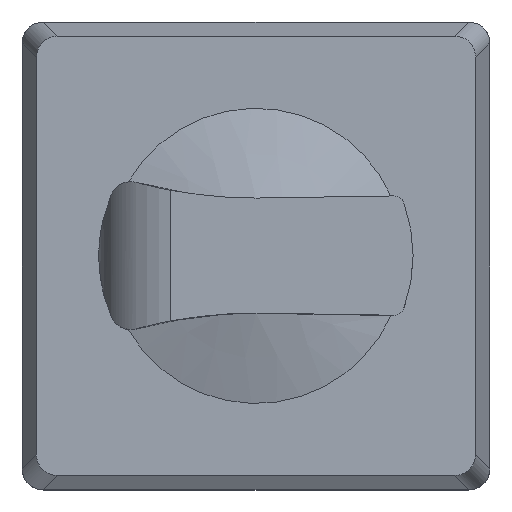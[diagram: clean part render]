
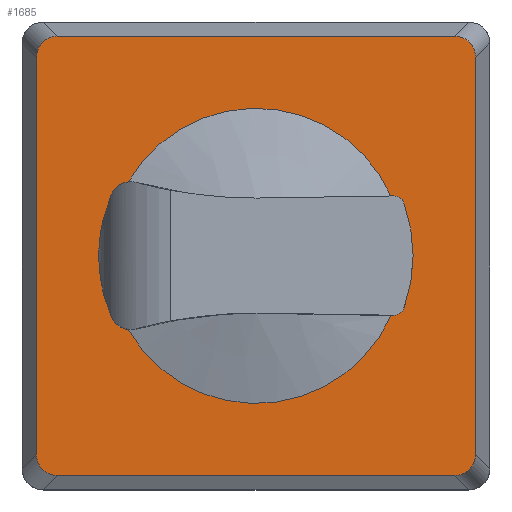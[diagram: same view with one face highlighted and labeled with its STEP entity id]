
A CAD part, top view. The second image highlights one B-rep face of the part: STEP entity #1685.
In plain terms, the highlighted planar face has unit normal (0, 0, 1).
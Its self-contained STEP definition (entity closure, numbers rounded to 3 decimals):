
#18=ELLIPSE($,#1852,3.182,3.);
#25=ELLIPSE($,#1869,3.182,3.);
#29=ELLIPSE($,#1876,3.182,3.);
#30=ELLIPSE($,#1879,3.182,3.);
#64=FACE_BOUND($,#308,.T.);
#110=PLANE($,#1888);
#199=FACE_OUTER_BOUND($,#307,.T.);
#307=EDGE_LOOP($,(#1541,#1542,#1543,#1544,#1545,#1546,#1547,#1548));
#308=EDGE_LOOP($,(#1549,#1550,#1551,#1552,#1553,#1554,#1555,#1556,#1557,
#1558));
#387=CIRCLE($,#1826,2.917);
#393=CIRCLE($,#1837,1.562);
#394=CIRCLE($,#1840,2.917);
#395=CIRCLE($,#1842,21.432);
#396=CIRCLE($,#1844,1.562);
#397=CIRCLE($,#1846,21.429);
#398=CIRCLE($,#1848,20.5);
#399=CIRCLE($,#1850,20.5);
#476=LINE($,#2984,#585);
#480=LINE($,#2994,#589);
#491=LINE($,#3062,#600);
#509=LINE($,#3126,#618);
#511=LINE($,#3130,#620);
#512=LINE($,#3132,#621);
#585=VECTOR($,#2255,0.393);
#589=VECTOR($,#2261,0.393);
#600=VECTOR($,#2320,55.179);
#618=VECTOR($,#2388,55.179);
#620=VECTOR($,#2394,55.179);
#621=VECTOR($,#2397,55.179);
#770=VERTEX_POINT($,#2939);
#771=VERTEX_POINT($,#2944);
#779=VERTEX_POINT($,#2978);
#781=VERTEX_POINT($,#2983);
#782=VERTEX_POINT($,#2988);
#783=VERTEX_POINT($,#2992);
#784=VERTEX_POINT($,#2996);
#786=VERTEX_POINT($,#3016);
#787=VERTEX_POINT($,#3018);
#788=VERTEX_POINT($,#3027);
#790=VERTEX_POINT($,#3038);
#791=VERTEX_POINT($,#3040);
#799=VERTEX_POINT($,#3060);
#808=VERTEX_POINT($,#3086);
#813=VERTEX_POINT($,#3102);
#814=VERTEX_POINT($,#3104);
#817=VERTEX_POINT($,#3113);
#818=VERTEX_POINT($,#3115);
#988=EDGE_CURVE($,#771,#770,#387,.T.);
#1000=EDGE_CURVE($,#781,#779,#476,.T.);
#1005=EDGE_CURVE($,#782,#783,#480,.T.);
#1006=EDGE_CURVE($,#784,#781,#393,.T.);
#1011=EDGE_CURVE($,#787,#786,#394,.T.);
#1013=EDGE_CURVE($,#786,#771,#395,.T.);
#1014=EDGE_CURVE($,#783,#788,#396,.T.);
#1016=EDGE_CURVE($,#788,#784,#397,.T.);
#1017=EDGE_CURVE($,#770,#782,#398,.T.);
#1018=EDGE_CURVE($,#779,#787,#399,.T.);
#1020=EDGE_CURVE($,#790,#791,#18,.T.);
#1031=EDGE_CURVE($,#799,#790,#491,.T.);
#1044=EDGE_CURVE($,#808,#799,#25,.T.);
#1052=EDGE_CURVE($,#813,#814,#29,.T.);
#1057=EDGE_CURVE($,#817,#818,#30,.T.);
#1063=EDGE_CURVE($,#791,#817,#509,.T.);
#1065=EDGE_CURVE($,#818,#813,#511,.T.);
#1066=EDGE_CURVE($,#814,#808,#512,.T.);
#1541=ORIENTED_EDGE($,*,*,#1020,.F.);
#1542=ORIENTED_EDGE($,*,*,#1031,.F.);
#1543=ORIENTED_EDGE($,*,*,#1044,.F.);
#1544=ORIENTED_EDGE($,*,*,#1066,.F.);
#1545=ORIENTED_EDGE($,*,*,#1052,.F.);
#1546=ORIENTED_EDGE($,*,*,#1065,.F.);
#1547=ORIENTED_EDGE($,*,*,#1057,.F.);
#1548=ORIENTED_EDGE($,*,*,#1063,.F.);
#1549=ORIENTED_EDGE($,*,*,#1000,.T.);
#1550=ORIENTED_EDGE($,*,*,#1018,.T.);
#1551=ORIENTED_EDGE($,*,*,#1011,.T.);
#1552=ORIENTED_EDGE($,*,*,#1013,.T.);
#1553=ORIENTED_EDGE($,*,*,#988,.T.);
#1554=ORIENTED_EDGE($,*,*,#1017,.T.);
#1555=ORIENTED_EDGE($,*,*,#1005,.T.);
#1556=ORIENTED_EDGE($,*,*,#1014,.T.);
#1557=ORIENTED_EDGE($,*,*,#1016,.T.);
#1558=ORIENTED_EDGE($,*,*,#1006,.T.);
#1685=ADVANCED_FACE($,(#199,#64),#110,.T.);
#1826=AXIS2_PLACEMENT_3D($,#2945,#2233,#2234);
#1837=AXIS2_PLACEMENT_3D($,#2997,#2264,#2265);
#1840=AXIS2_PLACEMENT_3D($,#3019,#2273,#2274);
#1842=AXIS2_PLACEMENT_3D($,#3025,#2277,#2278);
#1844=AXIS2_PLACEMENT_3D($,#3028,#2281,#2282);
#1846=AXIS2_PLACEMENT_3D($,#3031,#2286,#2287);
#1848=AXIS2_PLACEMENT_3D($,#3033,#2290,#2291);
#1850=AXIS2_PLACEMENT_3D($,#3035,#2294,#2295);
#1852=AXIS2_PLACEMENT_3D($,#3041,#2299,#2300);
#1869=AXIS2_PLACEMENT_3D($,#3088,#2346,#2347);
#1876=AXIS2_PLACEMENT_3D($,#3105,#2364,#2365);
#1879=AXIS2_PLACEMENT_3D($,#3116,#2374,#2375);
#1888=AXIS2_PLACEMENT_3D($,#3133,#2398,#2399);
#2233=DIRECTION('center_axis',(0.,0.,-1.));
#2234=DIRECTION('ref_axis',(0.258,0.966,0.));
#2255=DIRECTION($,(-1.,0.015,0.));
#2261=DIRECTION($,(1.,0.015,0.));
#2264=DIRECTION('center_axis',(0.,0.,-1.));
#2265=DIRECTION('ref_axis',(0.037,-0.999,0.));
#2273=DIRECTION('center_axis',(0.,0.,-1.));
#2274=DIRECTION('ref_axis',(-0.925,-0.38,0.));
#2277=DIRECTION('center_axis',(0.,0.,-1.));
#2278=DIRECTION('ref_axis',(-0.919,0.395,0.));
#2281=DIRECTION('center_axis',(0.,0.,-1.));
#2282=DIRECTION('ref_axis',(0.937,0.348,0.));
#2286=DIRECTION('center_axis',(0.,0.,-1.));
#2287=DIRECTION('ref_axis',(0.941,-0.339,0.));
#2290=DIRECTION('center_axis',(0.,0.,-1.));
#2291=DIRECTION('ref_axis',(0.,-1.,0.));
#2294=DIRECTION('center_axis',(0.,0.,-1.));
#2295=DIRECTION('ref_axis',(0.,-1.,0.));
#2299=DIRECTION('center_axis',(0.,0.,-1.));
#2300=DIRECTION('ref_axis',(-0.707,-0.707,0.));
#2320=DIRECTION($,(-1.,0.,0.));
#2346=DIRECTION('center_axis',(0.,0.,-1.));
#2347=DIRECTION('ref_axis',(0.707,-0.707,0.));
#2364=DIRECTION('center_axis',(0.,0.,-1.));
#2365=DIRECTION('ref_axis',(0.707,0.707,0.));
#2374=DIRECTION('center_axis',(0.,0.,-1.));
#2375=DIRECTION('ref_axis',(-0.707,0.707,0.));
#2388=DIRECTION($,(0.,1.,0.));
#2394=DIRECTION($,(1.,0.,0.));
#2397=DIRECTION($,(0.,-1.,0.));
#2398=DIRECTION('center_axis',(0.,0.,1.));
#2399=DIRECTION('ref_axis',(1.,0.,0.));
#2939=CARTESIAN_POINT('',(-17.755,10.247,241.5));
#2944=CARTESIAN_POINT('',(-20.093,8.459,241.5));
#2945=CARTESIAN_POINT('Origin',(-17.395,7.352,241.5));
#2978=CARTESIAN_POINT('',(18.754,-8.279,241.5));
#2983=CARTESIAN_POINT('',(19.146,-8.285,241.5));
#2984=CARTESIAN_POINT($,(-0.187,-7.988,241.5));
#2988=CARTESIAN_POINT('',(18.754,8.279,241.5));
#2992=CARTESIAN_POINT('',(19.146,8.285,241.5));
#2994=CARTESIAN_POINT($,(9.637,8.139,241.5));
#2996=CARTESIAN_POINT('',(20.552,-7.269,241.5));
#2997=CARTESIAN_POINT('Origin',(19.088,-6.725,241.5));
#3016=CARTESIAN_POINT('',(-20.093,-8.459,241.5));
#3018=CARTESIAN_POINT('',(-17.755,-10.247,241.5));
#3019=CARTESIAN_POINT('Origin',(-17.395,-7.352,241.5));
#3025=CARTESIAN_POINT('Origin',(-0.401,0.,
241.5));
#3027=CARTESIAN_POINT('',(20.552,7.269,241.5));
#3028=CARTESIAN_POINT('Origin',(19.088,6.725,241.5));
#3031=CARTESIAN_POINT('Origin',(0.394,0.,
241.5));
#3033=CARTESIAN_POINT('Origin',(0.,0.,
241.5));
#3035=CARTESIAN_POINT('Origin',(0.,0.,
241.5));
#3038=CARTESIAN_POINT('',(-27.59,-30.5,241.5));
#3040=CARTESIAN_POINT('',(-30.5,-27.59,241.5));
#3041=CARTESIAN_POINT('Origin',(-27.408,-27.408,241.5));
#3060=CARTESIAN_POINT('',(27.59,-30.5,241.5));
#3062=CARTESIAN_POINT($,(0.,-30.5,241.5));
#3086=CARTESIAN_POINT('',(30.5,-27.59,241.5));
#3088=CARTESIAN_POINT('Origin',(27.408,-27.408,241.5));
#3102=CARTESIAN_POINT('',(27.59,30.5,241.5));
#3104=CARTESIAN_POINT('',(30.5,27.59,241.5));
#3105=CARTESIAN_POINT('Origin',(27.408,27.408,241.5));
#3113=CARTESIAN_POINT('',(-30.5,27.59,241.5));
#3115=CARTESIAN_POINT('',(-27.59,30.5,241.5));
#3116=CARTESIAN_POINT('Origin',(-27.408,27.408,241.5));
#3126=CARTESIAN_POINT($,(-30.5,24.375,241.5));
#3130=CARTESIAN_POINT($,(0.,30.5,241.5));
#3132=CARTESIAN_POINT($,(30.5,8.125,241.5));
#3133=CARTESIAN_POINT('Origin',(0.,16.25,241.5));
